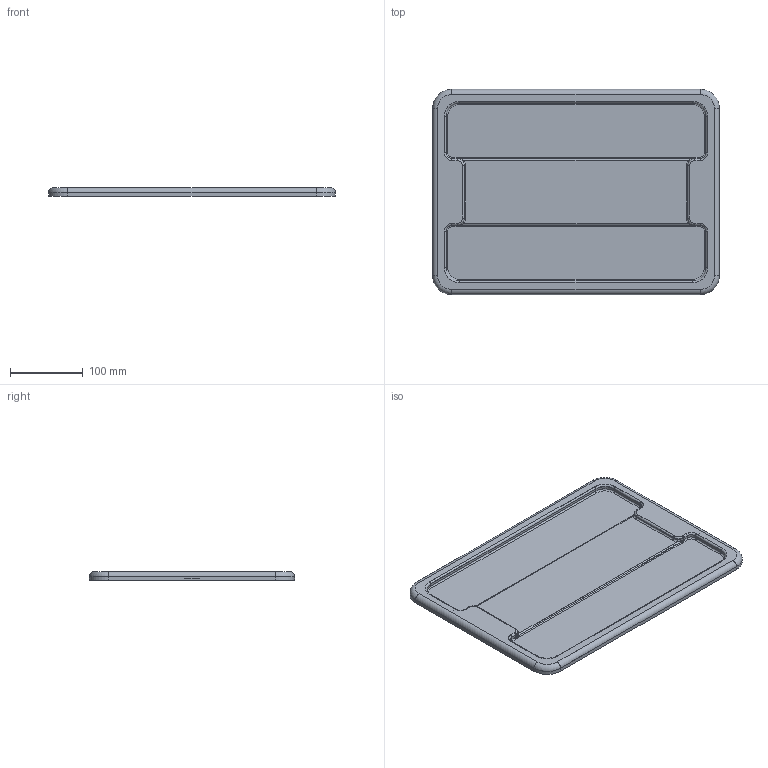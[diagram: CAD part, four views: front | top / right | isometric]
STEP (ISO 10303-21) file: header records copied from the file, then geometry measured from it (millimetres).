
FILE_DESCRIPTION(/* description */ (''),/* implementation_level */ '2;1');
FILE_NAME(/* name */ 'IKEA SAMLA Lid 11_22 l.stp',/* time_stamp */ '2022-06-12T20:21:34+02:00',/* author */ ('Leroy'),/* organization */ (''),/* preprocessor_version */ 'ST-DEVELOPER v16.5',/* originating_system */ 'Autodesk Inventor 2017',/* authorisation */ '');
FILE_SCHEMA (('AUTOMOTIVE_DESIGN { 1 0 10303 214 3 1 1 }'));
Length unit declared in the file: millimetre
Products named in the file (1): SAMLA_Lid_11_22_l
Bounding box: 394 x 282 x 12 mm (x, y, z)
Volume: 154729 mm3; surface area: 259679.1 mm2
Topology: 7 solids, 7 shells, 301 faces, 716 edges, 432 vertices
Faces by surface type: cylinder 112, plane 77, bspline 56, torus 56
Entity records: 14878 total; most frequent: CARTESIAN_POINT 8078, ORIENTED_EDGE 1432, DIRECTION 1400, EDGE_CURVE 716, AXIS2_PLACEMENT_3D 558, VERTEX_POINT 432, EDGE_LOOP 304, FACE_OUTER_BOUND 301
